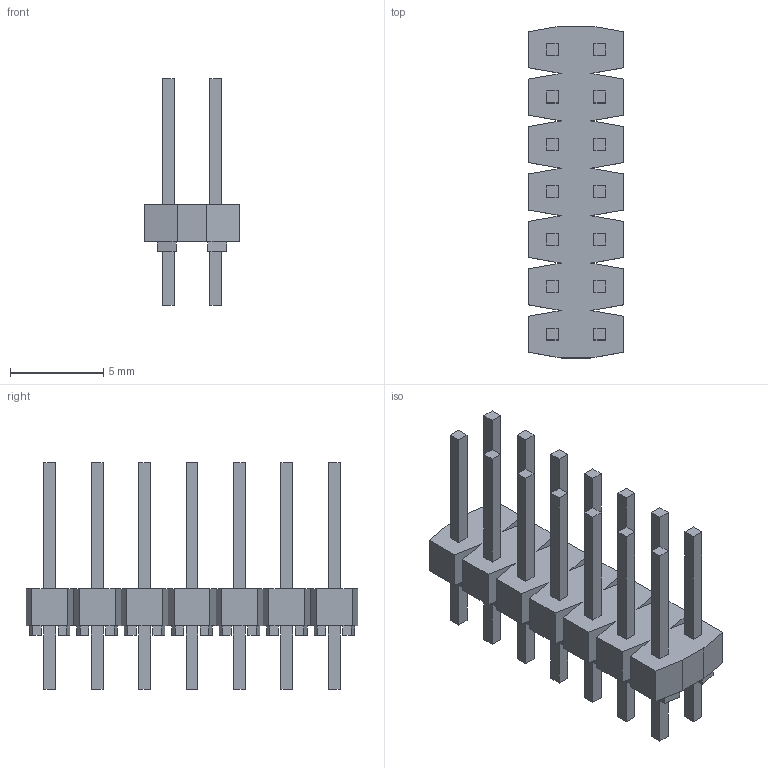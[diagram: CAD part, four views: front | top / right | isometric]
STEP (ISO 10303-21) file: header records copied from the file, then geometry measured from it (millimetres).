
FILE_DESCRIPTION((''),'2;1');
FILE_NAME('MOLEX_0901310767','2010-10-04T',('Simon'),(''),'PRO/ENGINEER BY PARAMETRIC TECHNOLOGY CORPORATION, 2008400','PRO/ENGINEER BY PARAMETRIC TECHNOLOGY CORPORATION, 2008400','');
FILE_SCHEMA(('AUTOMOTIVE_DESIGN_CC2 { 1 2 10303 214 -1 1 5 2 }'));
Length unit declared in the file: millimetre
Products named in the file (1): MOLEX_0901310767
Bounding box: 5.08 x 17.78 x 12.15 mm (x, y, z)
Volume: 230.7 mm3; surface area: 729.4 mm2
Topology: 1 solids, 1 shells, 326 faces, 832 edges, 564 vertices
Faces by surface type: plane 326
Entity records: 14033 total; most frequent: CARTESIAN_POINT 1696, ORIENTED_EDGE 1608, DIRECTION 1516, PRESENTATION_STYLE_ASSIGNMENT 1003, STYLED_ITEM 863, CURVE_STYLE 848, VECTOR 804, LINE 804
